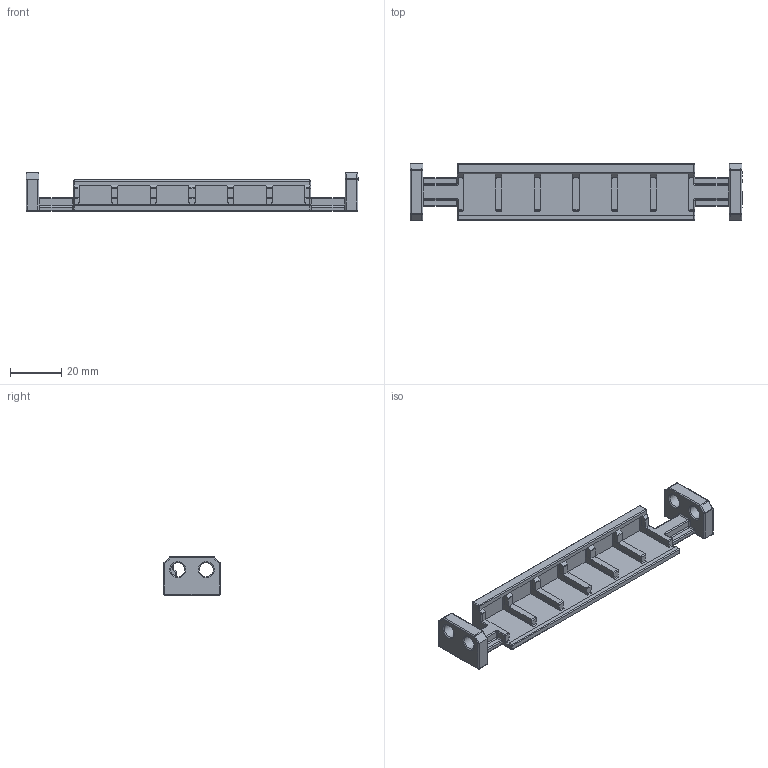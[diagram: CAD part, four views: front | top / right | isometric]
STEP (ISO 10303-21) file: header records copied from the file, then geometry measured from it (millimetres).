
FILE_DESCRIPTION(/* description */ (''),/* implementation_level */ '2;1');
FILE_NAME(/* name */ 'v2_bed_wago.step',/* time_stamp */ '2020-11-28T21:44:57-06:00',/* author */ (''),/* organization */ (''),/* preprocessor_version */ 'ST-DEVELOPER v18.1',/* originating_system */ 'Autodesk Translation Framework v9.3.0.1241',/* authorisation */ '');
FILE_SCHEMA (('AUTOMOTIVE_DESIGN { 1 0 10303 214 3 1 1 }'));
Length unit declared in the file: millimetre
Products named in the file (1): v2_bed_wago
Bounding box: 130 x 22.25 x 15 mm (x, y, z)
Volume: 11406.4 mm3; surface area: 10701.9 mm2
Topology: 1 solids, 1 shells, 368 faces, 893 edges, 527 vertices
Faces by surface type: plane 162, cylinder 133, sphere 39, torus 34
Full cylindrical faces by diameter (mm): 5.5 x4
Entity records: 10616 total; most frequent: DIRECTION 1929, CARTESIAN_POINT 1804, ORIENTED_EDGE 1786, EDGE_CURVE 893, AXIS2_PLACEMENT_3D 670, LINE 589, VECTOR 589, VERTEX_POINT 527
